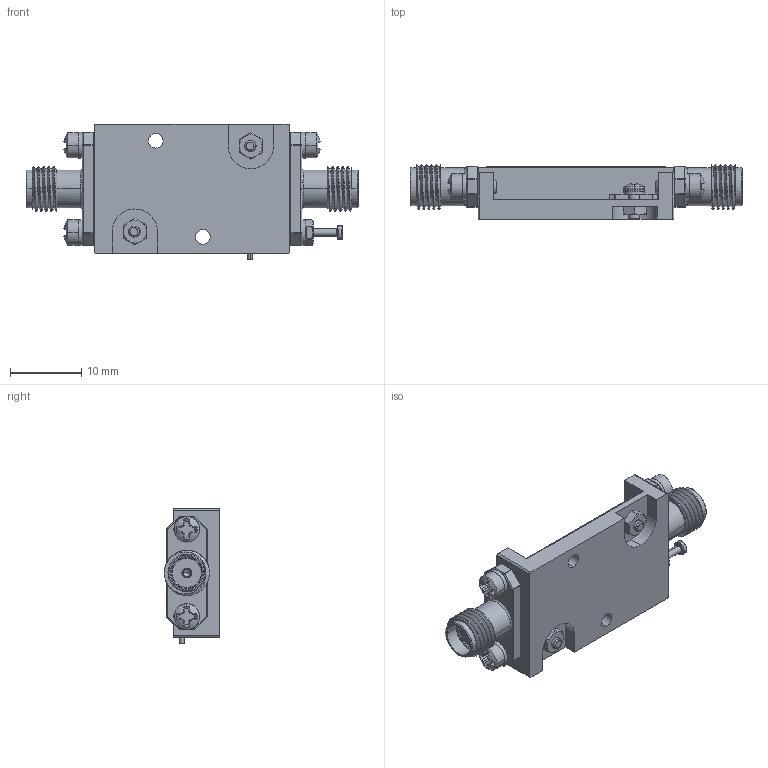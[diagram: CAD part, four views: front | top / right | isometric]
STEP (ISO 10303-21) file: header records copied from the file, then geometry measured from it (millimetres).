
FILE_DESCRIPTION (( 'STEP AP214' ), '1' );
FILE_NAME ('PE2-45-1R018R0-4R5-22-12-SFF.STEP', '2024-07-02T20:58:05', ( '' ), ( '' ), 'SwSTEP 2.0', 'SolidWorks 2023', '' );
FILE_SCHEMA (( 'AUTOMOTIVE_DESIGN' ));
Length unit declared in the file: inch
Products named in the file (1): PE2-45-1R018R0-4R5-22-12-SFF
Bounding box: 46.48 x 7.8 x 18.92 mm (x, y, z)
Volume: 3217.1 mm3; surface area: 4475.9 mm2
Topology: 24 solids, 24 shells, 971 faces, 3191 edges, 2377 vertices
Faces by surface type: plane 376, cylinder 283, torus 113, cone 110, sphere 69, bspline 20
Entity records: 48400 total; most frequent: CARTESIAN_POINT 14154, ORIENTED_EDGE 6296, DIRECTION 5344, EDGE_CURVE 3148, VERTEX_POINT 2377, AXIS2_PLACEMENT_3D 1923, VECTOR 1498, LINE 1498
